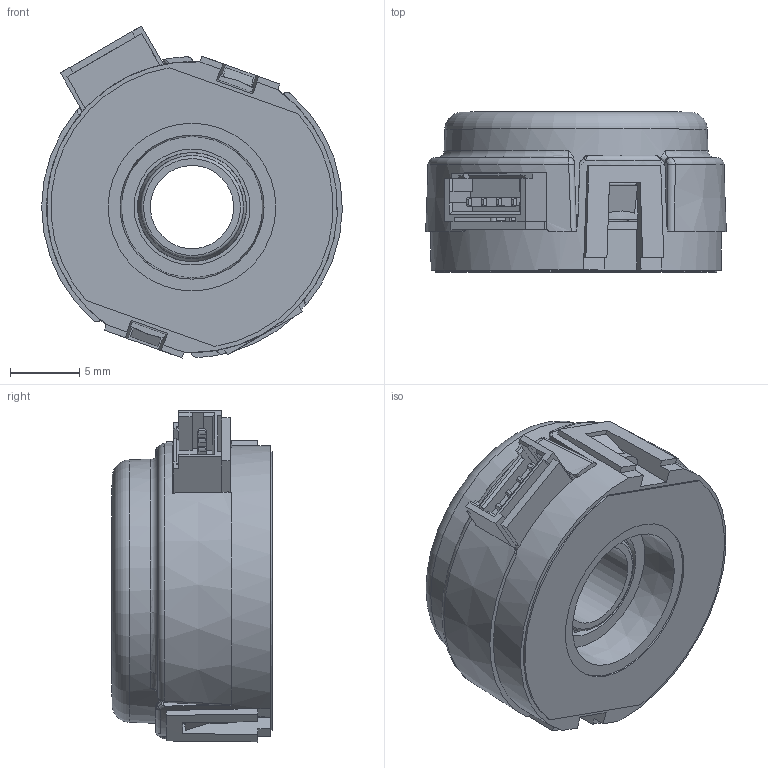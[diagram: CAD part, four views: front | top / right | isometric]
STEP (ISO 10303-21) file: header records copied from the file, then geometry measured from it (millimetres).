
FILE_DESCRIPTION(/* description */ (''),/* implementation_level */ '2;1');
FILE_NAME(/* name */ 'tetrix_738000_2012.stp',/* time_stamp */ '2013-08-31T13:46:49-08:00',/* author */ ('Kyle'),/* organization */ (''),/* preprocessor_version */ 'ST-DEVELOPER v15.2',/* originating_system */ 'Autodesk Inventor 2014',/* authorisation */ '');
FILE_SCHEMA (('AUTOMOTIVE_DESIGN { 1 0 10303 214 3 1 1 }'));
Length unit declared in the file: millimetre
Products named in the file (1): tetrix_738000_2012
Bounding box: 21.64 x 11.52 x 23.89 mm (x, y, z)
Volume: 1912.4 mm3; surface area: 3651.9 mm2
Topology: 2 solids, 9 shells, 1205 faces, 3142 edges, 2060 vertices
Faces by surface type: plane 708, cylinder 302, bspline 112, cone 45, torus 28, sphere 10
Full cylindrical faces by diameter (mm): 0.474 x2, 0.61 x4, 5.994 x1, 7.366 x1, 7.493 x1, 7.569 x1, 7.722 x1, 7.849 x1, 8.331 x1, 12.065 x1, 15.24 x1, 16.256 x1, 16.51 x1, 17.78 x1, 20.93 x1
Entity records: 44365 total; most frequent: CARTESIAN_POINT 15154, ORIENTED_EDGE 6158, DIRECTION 5790, EDGE_CURVE 3079, VERTEX_POINT 2038, AXIS2_PLACEMENT_3D 1996, LINE 1798, VECTOR 1798
